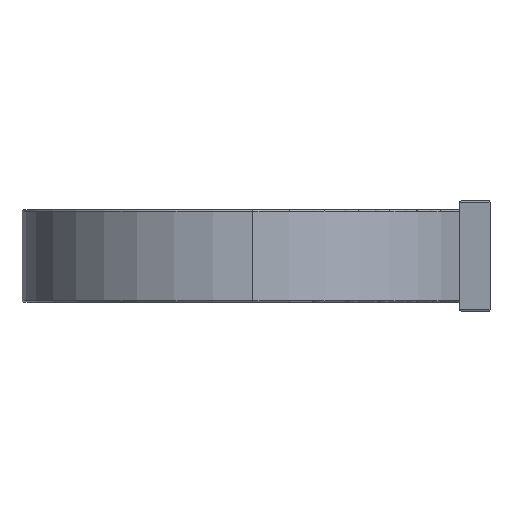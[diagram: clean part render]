
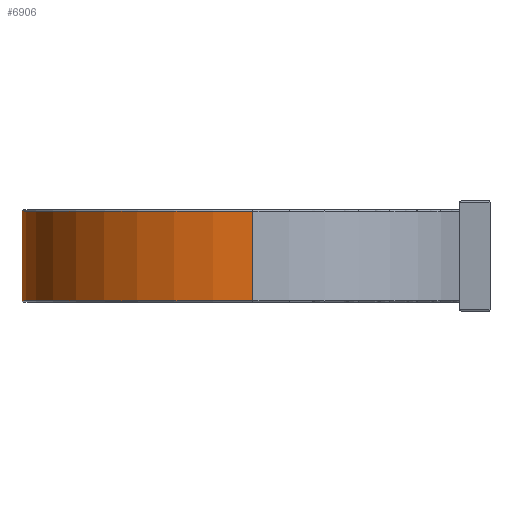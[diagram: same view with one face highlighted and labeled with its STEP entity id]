
A CAD part, left-side view. The second image highlights one B-rep face of the part: STEP entity #6906.
In plain terms, the highlighted cylindrical face has radius 75 mm (diameter 150 mm), a partial arc.
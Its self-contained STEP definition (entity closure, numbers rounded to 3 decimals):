
#104 = CIRCLE ( 'NONE', #544, 75. ) ;
#276 = CYLINDRICAL_SURFACE ( 'NONE', #5434, 75. ) ;
#464 = LINE ( 'NONE', #1896, #5730 ) ;
#544 = AXIS2_PLACEMENT_3D ( 'NONE', #719, #6584, #5906 ) ;
#719 = CARTESIAN_POINT ( 'NONE',  ( 0., 0., 0.5 ) ) ;
#745 = ORIENTED_EDGE ( 'NONE', *, *, #2649, .T. ) ;
#866 = CARTESIAN_POINT ( 'NONE',  ( 75., 0., 0.5 ) ) ;
#900 = VERTEX_POINT ( 'NONE', #866 ) ;
#933 = DIRECTION ( 'NONE',  ( 0., 0., -1. ) ) ;
#1356 = CIRCLE ( 'NONE', #3369, 75. ) ;
#1505 = DIRECTION ( 'NONE',  ( 1., 0., 0. ) ) ;
#1832 = DIRECTION ( 'NONE',  ( 0., 0., -1. ) ) ;
#1860 = CARTESIAN_POINT ( 'NONE',  ( -75., 0., 29.5 ) ) ;
#1896 = CARTESIAN_POINT ( 'NONE',  ( -75., 0., 30. ) ) ;
#2119 = VERTEX_POINT ( 'NONE', #1860 ) ;
#2497 = CARTESIAN_POINT ( 'NONE',  ( 0., 0., 30. ) ) ;
#2508 = CARTESIAN_POINT ( 'NONE',  ( 75., 0., 30. ) ) ;
#2581 = CARTESIAN_POINT ( 'NONE',  ( 0., 0., 29.5 ) ) ;
#2649 = EDGE_CURVE ( 'NONE', #900, #3701, #104, .T. ) ;
#2753 = ORIENTED_EDGE ( 'NONE', *, *, #4200, .F. ) ;
#3369 = AXIS2_PLACEMENT_3D ( 'NONE', #2581, #6322, #1505 ) ;
#3599 = EDGE_CURVE ( 'NONE', #3915, #900, #5634, .T. ) ;
#3701 = VERTEX_POINT ( 'NONE', #4056 ) ;
#3850 = EDGE_CURVE ( 'NONE', #2119, #3915, #1356, .T. ) ;
#3915 = VERTEX_POINT ( 'NONE', #4756 ) ;
#4056 = CARTESIAN_POINT ( 'NONE',  ( -75., 0., 0.5 ) ) ;
#4200 = EDGE_CURVE ( 'NONE', #2119, #3701, #464, .T. ) ;
#4414 = ORIENTED_EDGE ( 'NONE', *, *, #3599, .T. ) ;
#4538 = FACE_OUTER_BOUND ( 'NONE', #5204, .T. ) ;
#4554 = ORIENTED_EDGE ( 'NONE', *, *, #3850, .T. ) ;
#4756 = CARTESIAN_POINT ( 'NONE',  ( 75., 0., 29.5 ) ) ;
#5144 = DIRECTION ( 'NONE',  ( 0., 0., -1. ) ) ;
#5167 = VECTOR ( 'NONE', #5144, 1000. ) ;
#5204 = EDGE_LOOP ( 'NONE', ( #4554, #4414, #745, #2753 ) ) ;
#5434 = AXIS2_PLACEMENT_3D ( 'NONE', #2497, #1832, #5588 ) ;
#5588 = DIRECTION ( 'NONE',  ( -1., 0., 0. ) ) ;
#5634 = LINE ( 'NONE', #2508, #5167 ) ;
#5730 = VECTOR ( 'NONE', #933, 1000. ) ;
#5906 = DIRECTION ( 'NONE',  ( 1., 0., 0. ) ) ;
#6322 = DIRECTION ( 'NONE',  ( 0., 0., -1. ) ) ;
#6584 = DIRECTION ( 'NONE',  ( 0., 0., 1. ) ) ;
#6906 = ADVANCED_FACE ( 'NONE', ( #4538 ), #276, .T. ) ;
